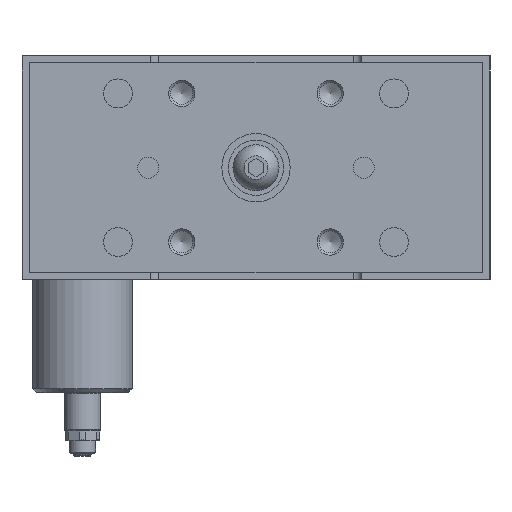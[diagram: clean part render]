
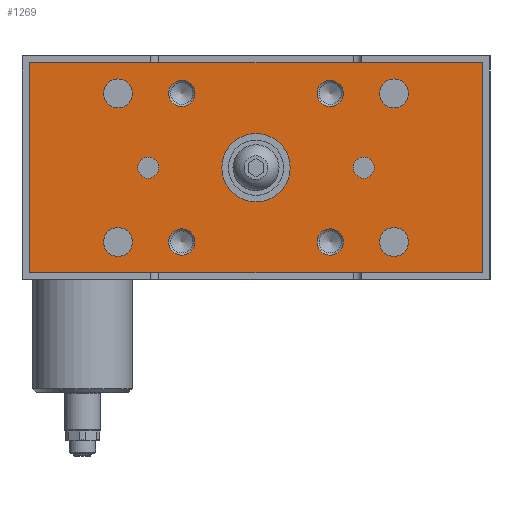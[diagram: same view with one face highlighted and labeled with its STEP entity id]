
A CAD part, left-side view. The second image highlights one B-rep face of the part: STEP entity #1269.
In plain terms, the highlighted planar face has unit normal (-1, 0, 0).
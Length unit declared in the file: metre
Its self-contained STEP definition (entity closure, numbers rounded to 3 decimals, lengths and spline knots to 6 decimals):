
#1269 = ADVANCED_FACE( '', ( #2862, #2863, #2864, #2865, #2866, #2867, #2868, #2869, #2870, #2871, #2872, #2873 ), #2874, .F. );
#2862 = FACE_BOUND( '', #4662, .T. );
#2863 = FACE_BOUND( '', #4663, .T. );
#2864 = FACE_BOUND( '', #4664, .T. );
#2865 = FACE_BOUND( '', #4665, .T. );
#2866 = FACE_BOUND( '', #4666, .T. );
#2867 = FACE_BOUND( '', #4667, .T. );
#2868 = FACE_BOUND( '', #4668, .T. );
#2869 = FACE_BOUND( '', #4669, .T. );
#2870 = FACE_BOUND( '', #4670, .T. );
#2871 = FACE_BOUND( '', #4671, .T. );
#2872 = FACE_BOUND( '', #4672, .T. );
#2873 = FACE_OUTER_BOUND( '', #4673, .T. );
#2874 = PLANE( '', #4674 );
#4662 = EDGE_LOOP( '', ( #7961 ) );
#4663 = EDGE_LOOP( '', ( #7962 ) );
#4664 = EDGE_LOOP( '', ( #7963 ) );
#4665 = EDGE_LOOP( '', ( #7964 ) );
#4666 = EDGE_LOOP( '', ( #7965 ) );
#4667 = EDGE_LOOP( '', ( #7966 ) );
#4668 = EDGE_LOOP( '', ( #7967 ) );
#4669 = EDGE_LOOP( '', ( #7968 ) );
#4670 = EDGE_LOOP( '', ( #7969 ) );
#4671 = EDGE_LOOP( '', ( #7970 ) );
#4672 = EDGE_LOOP( '', ( #7971 ) );
#4673 = EDGE_LOOP( '', ( #7972, #7973, #7974, #7975 ) );
#4674 = AXIS2_PLACEMENT_3D( '', #7976, #7977, #7978 );
#7961 = ORIENTED_EDGE( '', *, *, #10087, .T. );
#7962 = ORIENTED_EDGE( '', *, *, #9630, .T. );
#7963 = ORIENTED_EDGE( '', *, *, #9400, .F. );
#7964 = ORIENTED_EDGE( '', *, *, #10088, .F. );
#7965 = ORIENTED_EDGE( '', *, *, #10036, .T. );
#7966 = ORIENTED_EDGE( '', *, *, #8865, .T. );
#7967 = ORIENTED_EDGE( '', *, *, #9947, .T. );
#7968 = ORIENTED_EDGE( '', *, *, #10089, .T. );
#7969 = ORIENTED_EDGE( '', *, *, #9020, .T. );
#7970 = ORIENTED_EDGE( '', *, *, #9123, .T. );
#7971 = ORIENTED_EDGE( '', *, *, #9204, .T. );
#7972 = ORIENTED_EDGE( '', *, *, #10090, .T. );
#7973 = ORIENTED_EDGE( '', *, *, #9423, .T. );
#7974 = ORIENTED_EDGE( '', *, *, #9127, .T. );
#7975 = ORIENTED_EDGE( '', *, *, #9342, .T. );
#7976 = CARTESIAN_POINT( '', ( -0.037, 0.086, -0.0025 ) );
#7977 = DIRECTION( '', ( 1., 0., 0. ) );
#7978 = DIRECTION( '', ( 0., 0., 1. ) );
#8865 = EDGE_CURVE( '', #10263, #10263, #10264, .T. );
#9020 = EDGE_CURVE( '', #10530, #10530, #10531, .T. );
#9123 = EDGE_CURVE( '', #10701, #10701, #10702, .T. );
#9127 = EDGE_CURVE( '', #10709, #10707, #10710, .T. );
#9204 = EDGE_CURVE( '', #10836, #10836, #10837, .T. );
#9342 = EDGE_CURVE( '', #10707, #11059, #11061, .T. );
#9400 = EDGE_CURVE( '', #11149, #11149, #11150, .T. );
#9423 = EDGE_CURVE( '', #11185, #10709, #11186, .T. );
#9630 = EDGE_CURVE( '', #11499, #11499, #11500, .T. );
#9947 = EDGE_CURVE( '', #11942, #11942, #11943, .T. );
#10036 = EDGE_CURVE( '', #12052, #12052, #12053, .T. );
#10087 = EDGE_CURVE( '', #12112, #12112, #12113, .T. );
#10088 = EDGE_CURVE( '', #12114, #12114, #12115, .T. );
#10089 = EDGE_CURVE( '', #12116, #12116, #12117, .T. );
#10090 = EDGE_CURVE( '', #11059, #11185, #12118, .T. );
#10263 = VERTEX_POINT( '', #12304 );
#10264 = CIRCLE( '', #12305, 0.0055 );
#10530 = VERTEX_POINT( '', #12799 );
#10531 = CIRCLE( '', #12800, 0.0055 );
#10701 = VERTEX_POINT( '', #13033 );
#10702 = CIRCLE( '', #13034, 0.004 );
#10707 = VERTEX_POINT( '', #13040 );
#10709 = VERTEX_POINT( '', #13043 );
#10710 = LINE( '', #13044, #13045 );
#10836 = VERTEX_POINT( '', #13270 );
#10837 = CIRCLE( '', #13271, 0.004 );
#11059 = VERTEX_POINT( '', #13687 );
#11061 = LINE( '', #13690, #13691 );
#11149 = VERTEX_POINT( '', #13832 );
#11150 = CIRCLE( '', #13833, 0.005 );
#11185 = VERTEX_POINT( '', #13882 );
#11186 = LINE( '', #13883, #13884 );
#11499 = VERTEX_POINT( '', #14463 );
#11500 = CIRCLE( '', #14464, 0.005 );
#11942 = VERTEX_POINT( '', #15233 );
#11943 = CIRCLE( '', #15234, 0.0055 );
#12052 = VERTEX_POINT( '', #15366 );
#12053 = CIRCLE( '', #15367, 0.005 );
#12112 = VERTEX_POINT( '', #15571 );
#12113 = CIRCLE( '', #15572, 0.013 );
#12114 = VERTEX_POINT( '', #15573 );
#12115 = CIRCLE( '', #15574, 0.005 );
#12116 = VERTEX_POINT( '', #15575 );
#12117 = CIRCLE( '', #15576, 0.0055 );
#12118 = LINE( '', #15577, #15578 );
#12304 = CARTESIAN_POINT( '', ( -0.037, 0.058, -0.01425 ) );
#12305 = AXIS2_PLACEMENT_3D( '', #15875, #15876, #15877 );
#12799 = CARTESIAN_POINT( '', ( -0.037, -0.047, -0.07075 ) );
#12800 = AXIS2_PLACEMENT_3D( '', #16101, #16102, #16103 );
#13033 = CARTESIAN_POINT( '', ( -0.037, 0.045, -0.0425 ) );
#13034 = AXIS2_PLACEMENT_3D( '', #16238, #16239, #16240 );
#13040 = CARTESIAN_POINT( '', ( -0.037, -0.086, -0.0025 ) );
#13043 = CARTESIAN_POINT( '', ( -0.037, -0.086, -0.0825 ) );
#13044 = CARTESIAN_POINT( '', ( -0.037, -0.086, -0.0825 ) );
#13045 = VECTOR( '', #16243, 1. );
#13270 = CARTESIAN_POINT( '', ( -0.037, -0.037, -0.0425 ) );
#13271 = AXIS2_PLACEMENT_3D( '', #16354, #16355, #16356 );
#13687 = CARTESIAN_POINT( '', ( -0.037, 0.086, -0.0025 ) );
#13690 = CARTESIAN_POINT( '', ( -0.037, -0.086, -0.0025 ) );
#13691 = VECTOR( '', #16515, 1. );
#13832 = CARTESIAN_POINT( '', ( -0.037, -0.02325, -0.01425 ) );
#13833 = AXIS2_PLACEMENT_3D( '', #16613, #16614, #16615 );
#13882 = CARTESIAN_POINT( '', ( -0.037, 0.086, -0.0825 ) );
#13883 = CARTESIAN_POINT( '', ( -0.037, 0.086, -0.0825 ) );
#13884 = VECTOR( '', #16646, 1. );
#14463 = CARTESIAN_POINT( '', ( -0.037, 0.02325, -0.01425 ) );
#14464 = AXIS2_PLACEMENT_3D( '', #16916, #16917, #16918 );
#15233 = CARTESIAN_POINT( '', ( -0.037, -0.047, -0.01425 ) );
#15234 = AXIS2_PLACEMENT_3D( '', #17312, #17313, #17314 );
#15366 = CARTESIAN_POINT( '', ( -0.037, -0.02325, -0.07075 ) );
#15367 = AXIS2_PLACEMENT_3D( '', #17401, #17402, #17403 );
#15571 = CARTESIAN_POINT( '', ( -0.037, 0.013, -0.0425 ) );
#15572 = AXIS2_PLACEMENT_3D( '', #17438, #17439, #17440 );
#15573 = CARTESIAN_POINT( '', ( -0.037, 0.02325, -0.07075 ) );
#15574 = AXIS2_PLACEMENT_3D( '', #17441, #17442, #17443 );
#15575 = CARTESIAN_POINT( '', ( -0.037, 0.058, -0.07075 ) );
#15576 = AXIS2_PLACEMENT_3D( '', #17444, #17445, #17446 );
#15577 = CARTESIAN_POINT( '', ( -0.037, 0.086, -0.0025 ) );
#15578 = VECTOR( '', #17447, 1. );
#15875 = CARTESIAN_POINT( '', ( -0.037, 0.0525, -0.01425 ) );
#15876 = DIRECTION( '', ( 1., 0., 0. ) );
#15877 = DIRECTION( '', ( 0., 1., 0. ) );
#16101 = CARTESIAN_POINT( '', ( -0.037, -0.0525, -0.07075 ) );
#16102 = DIRECTION( '', ( 1., 0., 0. ) );
#16103 = DIRECTION( '', ( 0., 1., 0. ) );
#16238 = CARTESIAN_POINT( '', ( -0.037, 0.041, -0.0425 ) );
#16239 = DIRECTION( '', ( 1., 0., 0. ) );
#16240 = DIRECTION( '', ( 0., 1., 0. ) );
#16243 = DIRECTION( '', ( 0., 0., 1. ) );
#16354 = CARTESIAN_POINT( '', ( -0.037, -0.041, -0.0425 ) );
#16355 = DIRECTION( '', ( 1., 0., 0. ) );
#16356 = DIRECTION( '', ( 0., 1., 0. ) );
#16515 = DIRECTION( '', ( 0., 1., 0. ) );
#16613 = CARTESIAN_POINT( '', ( -0.037, -0.02825, -0.01425 ) );
#16614 = DIRECTION( '', ( -1., 0., 0. ) );
#16615 = DIRECTION( '', ( 0., 1., 0. ) );
#16646 = DIRECTION( '', ( 0., -1., 0. ) );
#16916 = CARTESIAN_POINT( '', ( -0.037, 0.02825, -0.01425 ) );
#16917 = DIRECTION( '', ( 1., 0., 0. ) );
#16918 = DIRECTION( '', ( 0., -1., 0. ) );
#17312 = CARTESIAN_POINT( '', ( -0.037, -0.0525, -0.01425 ) );
#17313 = DIRECTION( '', ( 1., 0., 0. ) );
#17314 = DIRECTION( '', ( 0., 1., 0. ) );
#17401 = CARTESIAN_POINT( '', ( -0.037, -0.02825, -0.07075 ) );
#17402 = DIRECTION( '', ( 1., 0., 0. ) );
#17403 = DIRECTION( '', ( 0., 1., 0. ) );
#17438 = CARTESIAN_POINT( '', ( -0.037, 0., -0.0425 ) );
#17439 = DIRECTION( '', ( 1., 0., 0. ) );
#17440 = DIRECTION( '', ( 0., 1., 0. ) );
#17441 = CARTESIAN_POINT( '', ( -0.037, 0.02825, -0.07075 ) );
#17442 = DIRECTION( '', ( -1., 0., 0. ) );
#17443 = DIRECTION( '', ( 0., -1., 0. ) );
#17444 = CARTESIAN_POINT( '', ( -0.037, 0.0525, -0.07075 ) );
#17445 = DIRECTION( '', ( 1., 0., 0. ) );
#17446 = DIRECTION( '', ( 0., 1., 0. ) );
#17447 = DIRECTION( '', ( 0., 0., -1. ) );
